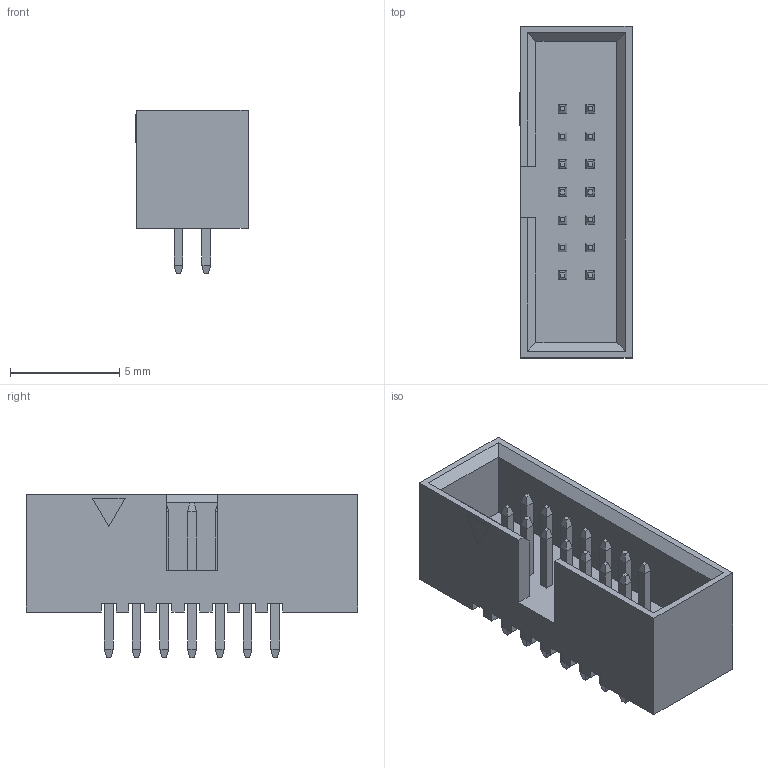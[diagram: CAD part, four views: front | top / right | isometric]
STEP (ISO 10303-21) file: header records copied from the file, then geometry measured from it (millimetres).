
FILE_DESCRIPTION(('FreeCAD Model'),'2;1');
FILE_NAME('Fusion.step','2019-03-12T21:51:39',( 'kicad StepUp'),('ksu MCAD'),'Open CASCADE STEP processor 7.3', 'FreeCAD','Unknown');
FILE_SCHEMA(('AUTOMOTIVE_DESIGN { 1 0 10303 214 1 1 1 1 }'));
Length unit declared in the file: millimetre
Products named in the file (1): Fusion
Bounding box: 5.13 x 15.19 x 7.5 mm (x, y, z)
Surface area: 658.3 mm2 (no closed solid volume)
Topology: 0 solids, 387 shells, 387 faces, 1736 edges, 1736 vertices
Faces by surface type: bspline 387
Entity records: 18807 total; most frequent: CARTESIAN_POINT 6757, ORIENTED_EDGE 1736, EDGE_CURVE 1736, VERTEX_POINT 1736, B_SPLINE_CURVE_WITH_KNOTS 1736, FACE_BOUND 416, EDGE_LOOP 416, SHELL_BASED_SURFACE_MODEL 387
